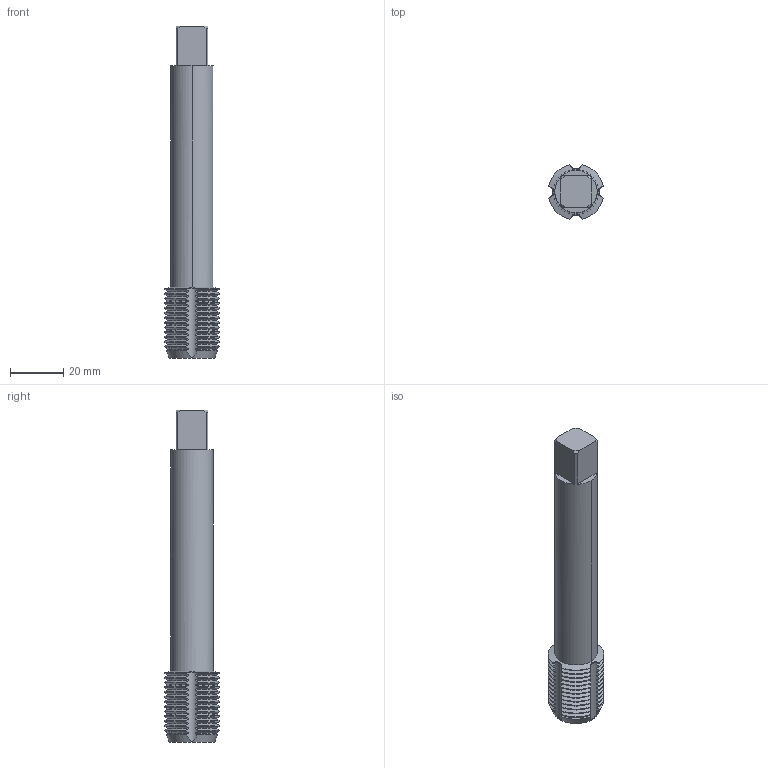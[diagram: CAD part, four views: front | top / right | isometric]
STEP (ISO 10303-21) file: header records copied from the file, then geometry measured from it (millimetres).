
FILE_DESCRIPTION(('no description'),'unknown implementation level');
FILE_NAME('solidVWuxU7XtaCqVf9Fs51kIIrYf8hk_1.STP',' ',('CIM GmbH Aachen'),('CADClick - KiM GmbH - www.kimweb.de'),'unknown preprocess','ACIS','unknown authorization');
FILE_SCHEMA(('automotive_design'));
Length unit declared in the file: millimetre
Products named in the file (2): 1; 2
Bounding box: 20.45 x 20.45 x 125 mm (x, y, z)
Volume: 26623.3 mm3; surface area: 10912 mm2
Topology: 2 solids, 2 shells, 263 faces, 767 edges, 508 vertices
Faces by surface type: cone 120, cylinder 118, plane 17, torus 8
Entity records: 19276 total; most frequent: CARTESIAN_POINT 4021, STYLED_ITEM 1540, PRESENTATION_STYLE_ASSIGNMENT 1540, COLOUR_RGB 1540, ORIENTED_EDGE 1534, DIRECTION 1317, EDGE_CURVE 767, CURVE_STYLE 767
